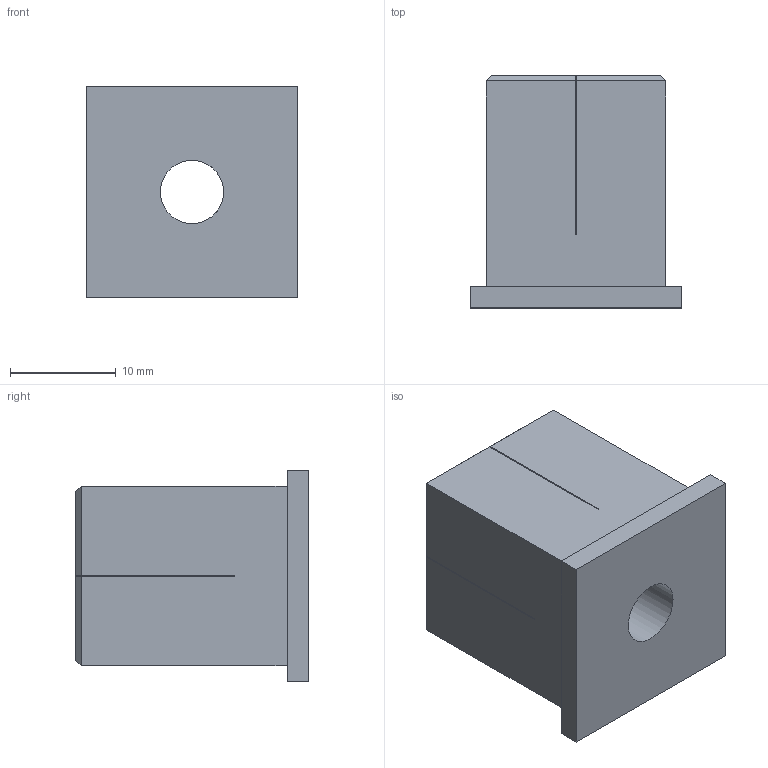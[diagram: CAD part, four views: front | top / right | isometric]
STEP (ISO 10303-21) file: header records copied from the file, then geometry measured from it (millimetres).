
FILE_DESCRIPTION(('FreeCAD Model'),'2;1');
FILE_NAME('RearAxlePlug_01.step', '2020-11-18T07:58:34',('Author'),(''), 'Open CASCADE STEP processor 7.3','FreeCAD','Unknown');
FILE_SCHEMA(('AUTOMOTIVE_DESIGN { 1 0 10303 214 1 1 1 1 }'));
Length unit declared in the file: millimetre
Products named in the file (1): RearAxlePlug_01
Bounding box: 20 x 22 x 20 mm (x, y, z)
Volume: 4427.9 mm3; surface area: 3222.6 mm2
Topology: 1 solids, 1 shells, 44 faces, 122 edges, 80 vertices
Faces by surface type: plane 38, cylinder 6
Full cylindrical faces by diameter (mm): 6 x1
Entity records: 3001 total; most frequent: CARTESIAN_POINT 603, DIRECTION 424, LINE 286, VECTOR 286, ORIENTED_EDGE 244, PCURVE 244, DEFINITIONAL_REPRESENTATION 244, EDGE_CURVE 122
